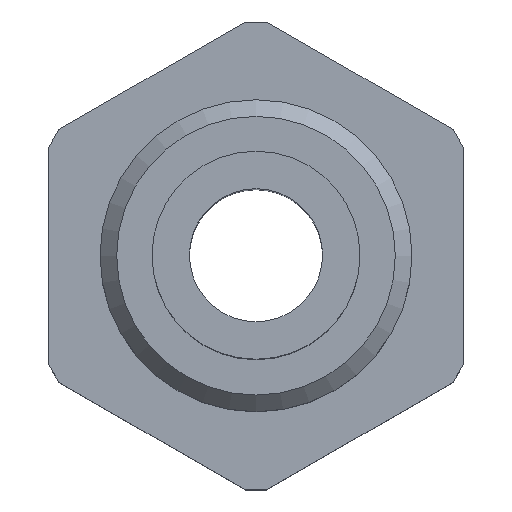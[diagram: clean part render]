
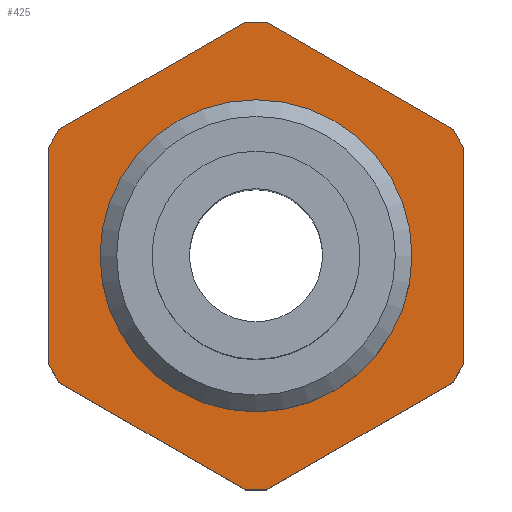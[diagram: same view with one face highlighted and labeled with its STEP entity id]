
A CAD part, top view. The second image highlights one B-rep face of the part: STEP entity #425.
In plain terms, the highlighted planar face has unit normal (0, 0, 1).
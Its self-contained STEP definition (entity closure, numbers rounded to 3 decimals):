
#27=FACE_BOUND('',#95,.T.);
#35=CIRCLE('',#463,3.75);
#64=FACE_OUTER_BOUND('',#94,.T.);
#94=EDGE_LOOP('',(#370,#371,#372,#373,#374,#375,#376,#377,#378,#379,#380,
#381));
#95=EDGE_LOOP('',(#382));
#96=LINE('',#600,#139);
#102=LINE('',#611,#145);
#113=LINE('',#636,#156);
#116=LINE('',#641,#159);
#117=LINE('',#645,#160);
#120=LINE('',#650,#163);
#122=LINE('',#654,#165);
#124=LINE('',#658,#167);
#127=LINE('',#663,#170);
#128=LINE('',#666,#171);
#137=LINE('',#709,#180);
#138=LINE('',#711,#181);
#139=VECTOR('',#481,10.);
#145=VECTOR('',#489,10.);
#156=VECTOR('',#506,10.);
#159=VECTOR('',#511,10.);
#160=VECTOR('',#514,10.);
#163=VECTOR('',#519,10.);
#165=VECTOR('',#523,10.);
#167=VECTOR('',#527,10.);
#170=VECTOR('',#532,10.);
#171=VECTOR('',#535,10.);
#180=VECTOR('',#590,10.);
#181=VECTOR('',#593,10.);
#182=VERTEX_POINT('',#598);
#183=VERTEX_POINT('',#599);
#187=VERTEX_POINT('',#609);
#198=VERTEX_POINT('',#635);
#199=VERTEX_POINT('',#639);
#200=VERTEX_POINT('',#643);
#201=VERTEX_POINT('',#644);
#202=VERTEX_POINT('',#649);
#203=VERTEX_POINT('',#653);
#204=VERTEX_POINT('',#657);
#205=VERTEX_POINT('',#661);
#206=VERTEX_POINT('',#665);
#213=VERTEX_POINT('',#688);
#218=EDGE_CURVE('',#182,#183,#96,.T.);
#224=EDGE_CURVE('',#182,#187,#102,.T.);
#236=EDGE_CURVE('',#198,#187,#113,.T.);
#239=EDGE_CURVE('',#198,#199,#116,.T.);
#240=EDGE_CURVE('',#200,#201,#117,.T.);
#243=EDGE_CURVE('',#202,#201,#120,.T.);
#245=EDGE_CURVE('',#202,#203,#122,.T.);
#247=EDGE_CURVE('',#204,#199,#124,.T.);
#250=EDGE_CURVE('',#204,#205,#127,.T.);
#251=EDGE_CURVE('',#206,#205,#128,.T.);
#263=EDGE_CURVE('',#213,#213,#35,.T.);
#271=EDGE_CURVE('',#200,#183,#137,.T.);
#272=EDGE_CURVE('',#206,#203,#138,.T.);
#370=ORIENTED_EDGE('',*,*,#218,.F.);
#371=ORIENTED_EDGE('',*,*,#224,.T.);
#372=ORIENTED_EDGE('',*,*,#236,.F.);
#373=ORIENTED_EDGE('',*,*,#239,.T.);
#374=ORIENTED_EDGE('',*,*,#247,.F.);
#375=ORIENTED_EDGE('',*,*,#250,.T.);
#376=ORIENTED_EDGE('',*,*,#251,.F.);
#377=ORIENTED_EDGE('',*,*,#272,.T.);
#378=ORIENTED_EDGE('',*,*,#245,.F.);
#379=ORIENTED_EDGE('',*,*,#243,.T.);
#380=ORIENTED_EDGE('',*,*,#240,.F.);
#381=ORIENTED_EDGE('',*,*,#271,.T.);
#382=ORIENTED_EDGE('',*,*,#263,.T.);
#400=PLANE('',#476);
#425=ADVANCED_FACE('',(#64,#27),#400,.T.);
#463=AXIS2_PLACEMENT_3D('',#690,#563,#564);
#476=AXIS2_PLACEMENT_3D('',#712,#594,#595);
#481=DIRECTION('',(-1.,0.,0.));
#489=DIRECTION('',(0.866,0.5,0.));
#506=DIRECTION('',(-0.5,-0.866,0.));
#511=DIRECTION('',(0.,1.,0.));
#514=DIRECTION('',(-0.5,0.866,0.));
#519=DIRECTION('',(0.,-1.,0.));
#523=DIRECTION('',(0.5,0.866,0.));
#527=DIRECTION('',(0.5,-0.866,0.));
#532=DIRECTION('',(-0.866,0.5,0.));
#535=DIRECTION('',(1.,0.,0.));
#563=DIRECTION('center_axis',(0.,0.,-1.));
#564=DIRECTION('ref_axis',(1.,0.,0.));
#590=DIRECTION('',(0.866,-0.5,0.));
#593=DIRECTION('',(-0.866,-0.5,0.));
#594=DIRECTION('center_axis',(0.,0.,1.));
#595=DIRECTION('ref_axis',(1.,0.,0.));
#598=CARTESIAN_POINT('',(0.26,-5.624,2.3));
#599=CARTESIAN_POINT('',(-0.26,-5.624,2.3));
#600=CARTESIAN_POINT('',(0.,-5.624,2.3));
#609=CARTESIAN_POINT('',(4.74,-3.037,2.3));
#611=CARTESIAN_POINT('',(0.,-5.774,2.3));
#635=CARTESIAN_POINT('',(5.,-2.587,2.3));
#636=CARTESIAN_POINT('',(4.87,-2.812,2.3));
#639=CARTESIAN_POINT('',(5.,2.587,2.3));
#641=CARTESIAN_POINT('',(5.,-2.887,2.3));
#643=CARTESIAN_POINT('',(-4.74,-3.037,2.3));
#644=CARTESIAN_POINT('',(-5.,-2.587,2.3));
#645=CARTESIAN_POINT('',(-4.87,-2.812,2.3));
#649=CARTESIAN_POINT('',(-5.,2.587,2.3));
#650=CARTESIAN_POINT('',(-5.,2.887,2.3));
#653=CARTESIAN_POINT('',(-4.74,3.037,2.3));
#654=CARTESIAN_POINT('',(-4.87,2.812,2.3));
#657=CARTESIAN_POINT('',(4.74,3.037,2.3));
#658=CARTESIAN_POINT('',(4.87,2.812,2.3));
#661=CARTESIAN_POINT('',(0.26,5.624,2.3));
#663=CARTESIAN_POINT('',(5.,2.887,2.3));
#665=CARTESIAN_POINT('',(-0.26,5.624,2.3));
#666=CARTESIAN_POINT('',(0.,5.624,2.3));
#688=CARTESIAN_POINT('',(-3.75,0.,2.3));
#690=CARTESIAN_POINT('Origin',(0.,0.,2.3));
#709=CARTESIAN_POINT('',(-5.,-2.887,2.3));
#711=CARTESIAN_POINT('',(0.,5.774,2.3));
#712=CARTESIAN_POINT('Origin',(0.,0.,2.3));
